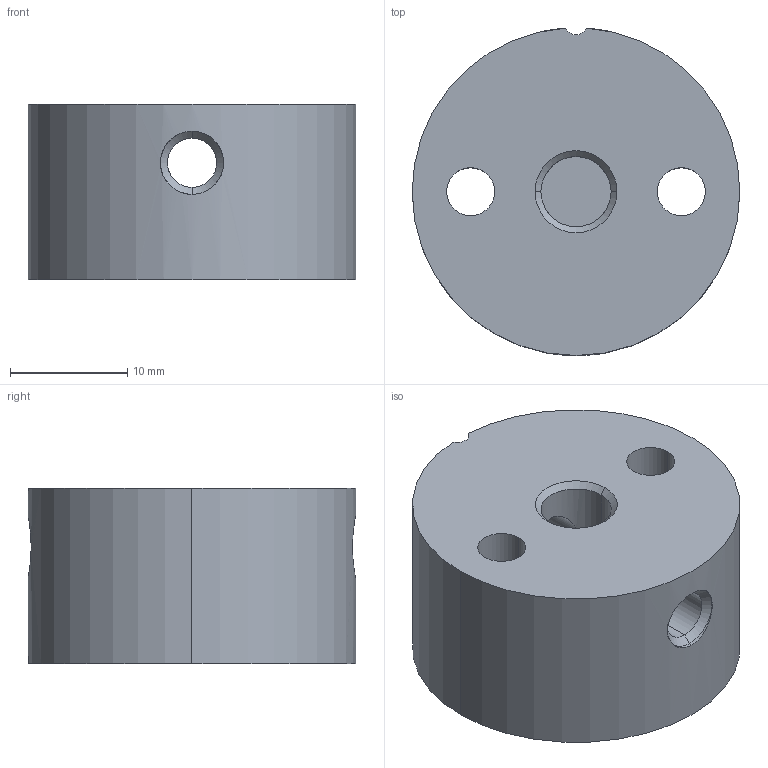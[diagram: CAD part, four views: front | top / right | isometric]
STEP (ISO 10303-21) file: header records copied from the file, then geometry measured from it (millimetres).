
FILE_DESCRIPTION (( 'STEP AP214' ), '1' );
FILE_NAME ('Positionsgeber_Z-RFC-PXX~01.STEP', '2007-10-15T11:32:09', ( 'novotechnik' ), ( 'novotechnik' ), 'SwSTEP 2.0', 'SolidWorks 2007', '' );
FILE_SCHEMA (( 'AUTOMOTIVE_DESIGN' ));
Length unit declared in the file: millimetre
Products named in the file (3): Magnettraeger_RFC~02_Magnet 14x5,5x4,5_Welle 6_Gewindestifte <standard>; Positionsgeber_Z-RFC-PXX~01; 517176~00_Standard
Assembly tree (2 placements, depth 2):
  Positionsgeber_Z-RFC-PXX~01
    Magnettraeger_RFC~02_Magnet 14x5,5x4,5_Welle 6_Gewindestifte <standard>
    517176~00_Standard
Bounding box: 28 x 27.97 x 15 mm (x, y, z)
Volume: 7942.2 mm3; surface area: 3991.4 mm2
Topology: 3 solids, 3 shells, 87 faces, 202 edges, 112 vertices
Faces by surface type: cylinder 47, plane 22, sphere 12, cone 6
Entity records: 3654 total; most frequent: CARTESIAN_POINT 652, DIRECTION 444, ORIENTED_EDGE 380, EDGE_CURVE 190, AXIS2_PLACEMENT_3D 178, VERTEX_POINT 112, EDGE_LOOP 98, UNCERTAINTY_MEASURE_WITH_UNIT 93
